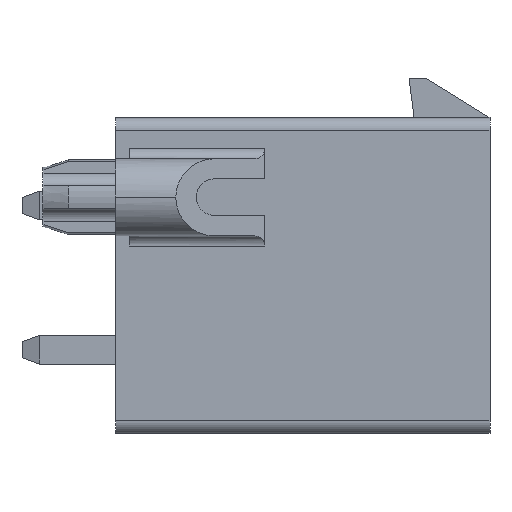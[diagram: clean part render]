
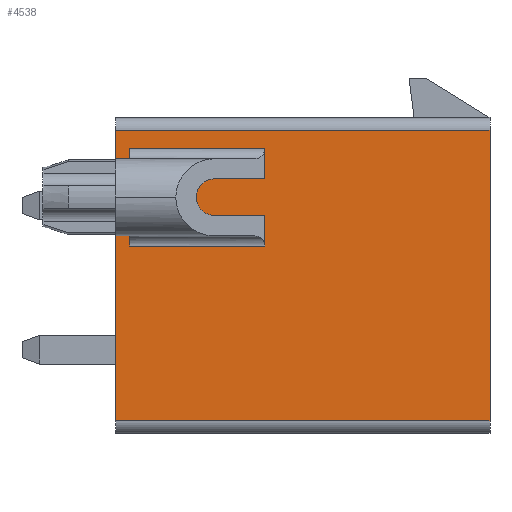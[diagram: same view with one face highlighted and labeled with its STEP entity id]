
A CAD part, left-side view. The second image highlights one B-rep face of the part: STEP entity #4538.
In plain terms, the highlighted planar face has unit normal (-1, 0, 0).
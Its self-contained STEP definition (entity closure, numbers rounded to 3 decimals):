
#624=ORIENTED_EDGE('',*,*,#1702,.T.);
#625=ORIENTED_EDGE('',*,*,#1874,.F.);
#626=ORIENTED_EDGE('',*,*,#1875,.T.);
#627=ORIENTED_EDGE('',*,*,#1581,.T.);
#628=ORIENTED_EDGE('',*,*,#1876,.T.);
#629=ORIENTED_EDGE('',*,*,#1877,.F.);
#630=ORIENTED_EDGE('',*,*,#1878,.F.);
#631=ORIENTED_EDGE('',*,*,#1879,.T.);
#632=ORIENTED_EDGE('',*,*,#1880,.T.);
#633=ORIENTED_EDGE('',*,*,#1571,.T.);
#634=ORIENTED_EDGE('',*,*,#1881,.T.);
#635=ORIENTED_EDGE('',*,*,#1882,.T.);
#636=ORIENTED_EDGE('',*,*,#1691,.T.);
#637=ORIENTED_EDGE('',*,*,#1883,.T.);
#638=ORIENTED_EDGE('',*,*,#1826,.F.);
#639=ORIENTED_EDGE('',*,*,#1884,.T.);
#1571=EDGE_CURVE('',#2240,#2239,#2673,.F.);
#1581=EDGE_CURVE('',#2247,#2248,#2680,.T.);
#1691=EDGE_CURVE('',#2335,#2334,#2764,.T.);
#1702=EDGE_CURVE('',#2344,#2343,#2769,.T.);
#1826=EDGE_CURVE('',#2461,#2462,#2880,.T.);
#1874=EDGE_CURVE('',#2501,#2343,#2925,.T.);
#1875=EDGE_CURVE('',#2501,#2247,#2926,.T.);
#1876=EDGE_CURVE('',#2248,#2502,#2927,.T.);
#1877=EDGE_CURVE('',#2503,#2502,#2928,.T.);
#1878=EDGE_CURVE('',#2504,#2503,#2929,.T.);
#1879=EDGE_CURVE('',#2504,#2505,#2930,.T.);
#1880=EDGE_CURVE('',#2505,#2240,#2931,.T.);
#1881=EDGE_CURVE('',#2239,#2506,#2932,.T.);
#1882=EDGE_CURVE('',#2506,#2335,#2933,.T.);
#1883=EDGE_CURVE('',#2334,#2462,#2934,.T.);
#1884=EDGE_CURVE('',#2461,#2344,#2935,.F.);
#2239=VERTEX_POINT('',#6427);
#2240=VERTEX_POINT('',#6429);
#2247=VERTEX_POINT('',#6446);
#2248=VERTEX_POINT('',#6448);
#2334=VERTEX_POINT('',#6672);
#2335=VERTEX_POINT('',#6674);
#2343=VERTEX_POINT('',#6692);
#2344=VERTEX_POINT('',#6694);
#2461=VERTEX_POINT('',#6940);
#2462=VERTEX_POINT('',#6942);
#2501=VERTEX_POINT('',#7042);
#2502=VERTEX_POINT('',#7045);
#2503=VERTEX_POINT('',#7047);
#2504=VERTEX_POINT('',#7049);
#2505=VERTEX_POINT('',#7051);
#2506=VERTEX_POINT('',#7054);
#2673=LINE('',#6428,#3228);
#2680=LINE('',#6449,#3235);
#2764=LINE('',#6673,#3319);
#2769=LINE('',#6693,#3324);
#2880=LINE('',#6941,#3435);
#2925=LINE('',#7041,#3480);
#2926=LINE('',#7043,#3481);
#2927=LINE('',#7044,#3482);
#2928=LINE('',#7046,#3483);
#2929=LINE('',#7048,#3484);
#2930=LINE('',#7050,#3485);
#2931=LINE('',#7052,#3486);
#2932=LINE('',#7053,#3487);
#2933=LINE('',#7055,#3488);
#2934=LINE('',#7056,#3489);
#2935=LINE('',#7057,#3490);
#3228=VECTOR('',#5156,1000.);
#3235=VECTOR('',#5173,1000.);
#3319=VECTOR('',#5365,1000.);
#3324=VECTOR('',#5382,1000.);
#3435=VECTOR('',#5531,1000.);
#3480=VECTOR('',#5608,1000.);
#3481=VECTOR('',#5609,1000.);
#3482=VECTOR('',#5610,1000.);
#3483=VECTOR('',#5611,1000.);
#3484=VECTOR('',#5612,1000.);
#3485=VECTOR('',#5613,1000.);
#3486=VECTOR('',#5614,1000.);
#3487=VECTOR('',#5615,1000.);
#3488=VECTOR('',#5616,1000.);
#3489=VECTOR('',#5617,1000.);
#3490=VECTOR('',#5618,1000.);
#3830=EDGE_LOOP('',(#624,#625,#626,#627,#628,#629,#630,#631,#632,#633,#634,
#635,#636,#637,#638,#639));
#4093=FACE_BOUND('',#3830,.T.);
#4335=PLANE('',#4870);
#4538=ADVANCED_FACE('',(#4093),#4335,.T.);
#4870=AXIS2_PLACEMENT_3D('',#7040,#5606,#5607);
#5156=DIRECTION('',(0.,-1.,0.));
#5173=DIRECTION('',(0.,-1.,0.));
#5365=DIRECTION('',(0.,0.,-1.));
#5382=DIRECTION('',(0.,0.,-1.));
#5531=DIRECTION('',(0.,0.,-1.));
#5606=DIRECTION('',(-1.,0.,0.));
#5607=DIRECTION('',(0.,0.,1.));
#5608=DIRECTION('',(0.,1.,0.));
#5609=DIRECTION('',(0.,0.,1.));
#5610=DIRECTION('',(0.,0.,-1.));
#5611=DIRECTION('',(0.,-1.,0.));
#5612=DIRECTION('',(0.,0.,1.));
#5613=DIRECTION('',(0.,-1.,0.));
#5614=DIRECTION('',(0.,0.,-1.));
#5615=DIRECTION('',(0.,0.,1.));
#5616=DIRECTION('',(0.,1.,0.));
#5617=DIRECTION('',(0.,-1.,0.));
#5618=DIRECTION('',(0.,-1.,0.));
#6427=CARTESIAN_POINT('',(-4.175,14.25,1.17));
#6428=CARTESIAN_POINT('',(-4.175,14.8,1.17));
#6429=CARTESIAN_POINT('',(-4.175,8.9,1.17));
#6446=CARTESIAN_POINT('',(-4.175,14.25,5.02));
#6448=CARTESIAN_POINT('',(-4.175,8.9,5.02));
#6449=CARTESIAN_POINT('',(-4.175,8.9,5.02));
#6672=CARTESIAN_POINT('',(-4.175,14.8,-5.74));
#6673=CARTESIAN_POINT('',(-4.175,14.8,6.24));
#6674=CARTESIAN_POINT('',(-4.175,14.8,2.62));
#6692=CARTESIAN_POINT('',(-4.175,14.8,3.57));
#6693=CARTESIAN_POINT('',(-4.175,14.8,6.24));
#6694=CARTESIAN_POINT('',(-4.175,14.8,5.74));
#6940=CARTESIAN_POINT('',(-4.175,0.,5.74));
#6941=CARTESIAN_POINT('',(-4.175,0.,6.24));
#6942=CARTESIAN_POINT('',(-4.175,0.,-5.74));
#7040=CARTESIAN_POINT('',(-4.175,14.8,6.24));
#7041=CARTESIAN_POINT('',(-4.175,14.25,3.57));
#7042=CARTESIAN_POINT('',(-4.175,14.25,3.57));
#7043=CARTESIAN_POINT('',(-4.175,14.25,5.02));
#7044=CARTESIAN_POINT('',(-4.175,8.9,4.62));
#7045=CARTESIAN_POINT('',(-4.175,8.9,3.825));
#7046=CARTESIAN_POINT('',(-4.175,13.,3.825));
#7047=CARTESIAN_POINT('',(-4.175,13.,3.825));
#7048=CARTESIAN_POINT('',(-4.175,13.,2.375));
#7049=CARTESIAN_POINT('',(-4.175,13.,2.375));
#7050=CARTESIAN_POINT('',(-4.175,13.,2.375));
#7051=CARTESIAN_POINT('',(-4.175,8.9,2.375));
#7052=CARTESIAN_POINT('',(-4.175,8.9,4.62));
#7053=CARTESIAN_POINT('',(-4.175,14.25,1.17));
#7054=CARTESIAN_POINT('',(-4.175,14.25,2.62));
#7055=CARTESIAN_POINT('',(-4.175,14.25,2.62));
#7056=CARTESIAN_POINT('',(-4.175,14.8,-5.74));
#7057=CARTESIAN_POINT('',(-4.175,14.8,5.74));
